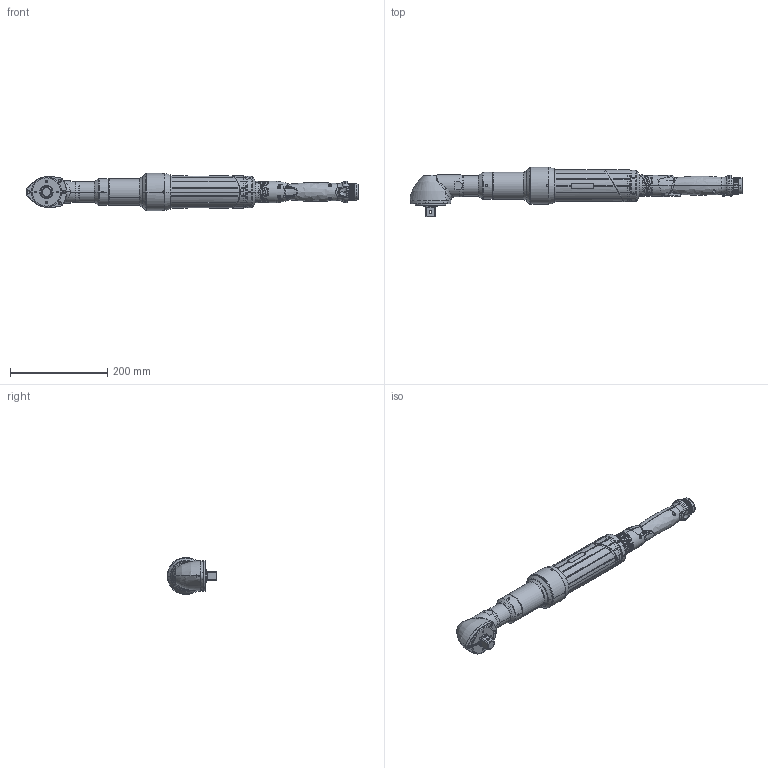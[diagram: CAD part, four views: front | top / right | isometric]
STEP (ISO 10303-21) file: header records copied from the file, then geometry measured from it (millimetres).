
FILE_DESCRIPTION((''),'2;1');
FILE_NAME('6151656840','2016-03-15T',('greextsd'),(''),'CREO PARAMETRIC BY PTC INC, 2015380','CREO PARAMETRIC BY PTC INC, 2015380','');
FILE_SCHEMA(('CONFIG_CONTROL_DESIGN'));
Products named in the file (1): 6151656840
Bounding box: 681.3 x 101.5 x 76 mm (x, y, z)
Volume: 500831.1 mm3; surface area: 288928.8 mm2
Topology: 9 solids, 10 shells, 2438 faces, 6210 edges, 3828 vertices
Faces by surface type: cylinder 839, bspline 649, plane 424, cone 315, torus 121, extrusion 85, sphere 5
Entity records: 142459 total; most frequent: CARTESIAN_POINT 90079, ORIENTED_EDGE 12338, DIRECTION 8845, EDGE_CURVE 6169, VERTEX_POINT 3827, AXIS2_PLACEMENT_3D 3516, B_SPLINE_CURVE_WITH_KNOTS 2714, EDGE_LOOP 2580
